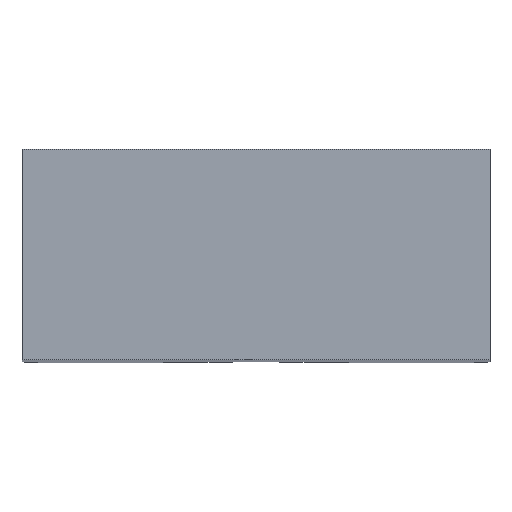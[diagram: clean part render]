
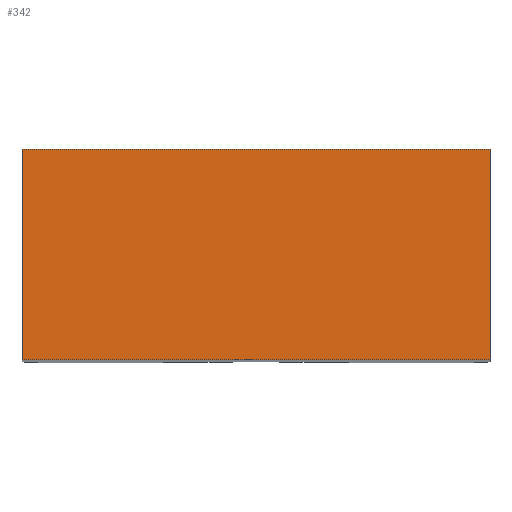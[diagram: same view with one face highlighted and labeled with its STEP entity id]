
A CAD part, top view. The second image highlights one B-rep face of the part: STEP entity #342.
In plain terms, the highlighted planar face has unit normal (0, 0, 1).
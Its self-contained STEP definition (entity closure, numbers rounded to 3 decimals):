
#48 = VERTEX_POINT ( 'NONE', #150 ) ;
#60 = VECTOR ( 'NONE', #578, 1000. ) ;
#115 = AXIS2_PLACEMENT_3D ( 'NONE', #257, #243, #441 ) ;
#150 = CARTESIAN_POINT ( 'NONE',  ( 5., 0., 18. ) ) ;
#170 = CARTESIAN_POINT ( 'NONE',  ( -5., 4.5, 18. ) ) ;
#175 = VECTOR ( 'NONE', #232, 1000. ) ;
#185 = EDGE_CURVE ( 'NONE', #261, #48, #228, .T. ) ;
#187 = CARTESIAN_POINT ( 'NONE',  ( -5., 4.5, 18. ) ) ;
#190 = LINE ( 'NONE', #393, #632 ) ;
#226 = ORIENTED_EDGE ( 'NONE', *, *, #185, .F. ) ;
#228 = LINE ( 'NONE', #486, #175 ) ;
#232 = DIRECTION ( 'NONE',  ( 0., -1., 0. ) ) ;
#237 = VERTEX_POINT ( 'NONE', #187 ) ;
#243 = DIRECTION ( 'NONE',  ( 0., 0., -1. ) ) ;
#257 = CARTESIAN_POINT ( 'NONE',  ( -5., 4.5, 18. ) ) ;
#261 = VERTEX_POINT ( 'NONE', #389 ) ;
#286 = VERTEX_POINT ( 'NONE', #501 ) ;
#308 = PLANE ( 'NONE',  #115 ) ;
#309 = EDGE_CURVE ( 'NONE', #286, #48, #190, .T. ) ;
#342 = ADVANCED_FACE ( 'NONE', ( #500 ), #308, .F. ) ;
#349 = EDGE_CURVE ( 'NONE', #237, #261, #444, .T. ) ;
#389 = CARTESIAN_POINT ( 'NONE',  ( 5., 4.5, 18. ) ) ;
#392 = DIRECTION ( 'NONE',  ( 1., 0., 0. ) ) ;
#393 = CARTESIAN_POINT ( 'NONE',  ( -5., 0., 18. ) ) ;
#441 = DIRECTION ( 'NONE',  ( -1., 0., 0. ) ) ;
#444 = LINE ( 'NONE', #643, #485 ) ;
#485 = VECTOR ( 'NONE', #392, 1000. ) ;
#486 = CARTESIAN_POINT ( 'NONE',  ( 5., 4.5, 18. ) ) ;
#500 = FACE_OUTER_BOUND ( 'NONE', #605, .T. ) ;
#501 = CARTESIAN_POINT ( 'NONE',  ( -5., 0., 18. ) ) ;
#526 = LINE ( 'NONE', #170, #60 ) ;
#552 = EDGE_CURVE ( 'NONE', #237, #286, #526, .T. ) ;
#574 = ORIENTED_EDGE ( 'NONE', *, *, #309, .T. ) ;
#578 = DIRECTION ( 'NONE',  ( 0., -1., 0. ) ) ;
#583 = ORIENTED_EDGE ( 'NONE', *, *, #552, .T. ) ;
#585 = ORIENTED_EDGE ( 'NONE', *, *, #349, .F. ) ;
#596 = DIRECTION ( 'NONE',  ( 1., 0., 0. ) ) ;
#605 = EDGE_LOOP ( 'NONE', ( #574, #226, #585, #583 ) ) ;
#632 = VECTOR ( 'NONE', #596, 1000. ) ;
#643 = CARTESIAN_POINT ( 'NONE',  ( -5., 4.5, 18. ) ) ;
